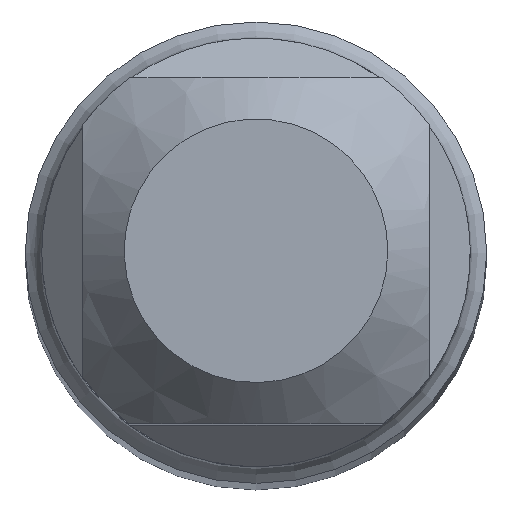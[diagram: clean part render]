
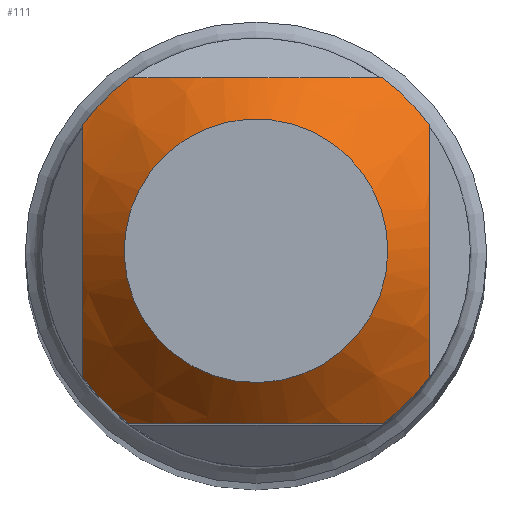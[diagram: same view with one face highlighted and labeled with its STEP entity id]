
A CAD part, top view. The second image highlights one B-rep face of the part: STEP entity #111.
In plain terms, the highlighted conical face has half-angle 45 degrees and reference radius 1000 mm.
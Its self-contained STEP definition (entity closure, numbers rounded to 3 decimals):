
#54=CONICAL_SURFACE('',#406,1000.,45.);
#73=FACE_BOUND('',#160,.T.);
#74=FACE_BOUND('',#161,.T.);
#81=CIRCLE('',#387,0.8);
#88=CIRCLE('',#400,1.3);
#89=CIRCLE('',#401,1.3);
#90=CIRCLE('',#402,1.3);
#91=CIRCLE('',#403,1.3);
#111=ADVANCED_FACE('NONE',(#73,#74),#54,.T.);
#160=EDGE_LOOP('',(#225,#226,#227,#228,#229,#230,#231,#232));
#161=EDGE_LOOP('',(#233));
#225=ORIENTED_EDGE('',*,*,#285,.F.);
#226=ORIENTED_EDGE('',*,*,#296,.F.);
#227=ORIENTED_EDGE('',*,*,#276,.F.);
#228=ORIENTED_EDGE('',*,*,#295,.F.);
#229=ORIENTED_EDGE('',*,*,#279,.F.);
#230=ORIENTED_EDGE('',*,*,#294,.F.);
#231=ORIENTED_EDGE('',*,*,#282,.F.);
#232=ORIENTED_EDGE('',*,*,#297,.F.);
#233=ORIENTED_EDGE('',*,*,#287,.T.);
#248=VERTEX_POINT('',#547);
#249=VERTEX_POINT('',#561);
#250=VERTEX_POINT('',#565);
#251=VERTEX_POINT('',#579);
#252=VERTEX_POINT('',#583);
#253=VERTEX_POINT('',#597);
#254=VERTEX_POINT('',#601);
#255=VERTEX_POINT('',#615);
#256=VERTEX_POINT('',#619);
#276=EDGE_CURVE('NONE',#248,#249,#334,.T.);
#279=EDGE_CURVE('NONE',#250,#251,#335,.T.);
#282=EDGE_CURVE('NONE',#252,#253,#336,.T.);
#285=EDGE_CURVE('NONE',#254,#255,#337,.T.);
#287=EDGE_CURVE('NONE',#256,#256,#81,.T.);
#294=EDGE_CURVE('NONE',#253,#250,#88,.T.);
#295=EDGE_CURVE('NONE',#251,#248,#89,.T.);
#296=EDGE_CURVE('NONE',#249,#254,#90,.T.);
#297=EDGE_CURVE('NONE',#255,#252,#91,.T.);
#334=B_SPLINE_CURVE_WITH_KNOTS('',3,(#548,#549,#550,#551,#552,#553,#554,
#555,#556,#557,#558,#559,#560),.UNSPECIFIED.,.F.,.F.,(4,3,3,3,4),(0.,0.332,
0.564,0.794,1.),.UNSPECIFIED.);
#335=B_SPLINE_CURVE_WITH_KNOTS('',3,(#566,#567,#568,#569,#570,#571,#572,
#573,#574,#575,#576,#577,#578),.UNSPECIFIED.,.F.,.F.,(4,3,3,3,4),(0.,0.318,
0.5,0.735,1.),.UNSPECIFIED.);
#336=B_SPLINE_CURVE_WITH_KNOTS('',3,(#584,#585,#586,#587,#588,#589,#590,
#591,#592,#593,#594,#595,#596),.UNSPECIFIED.,.F.,.F.,(4,3,3,3,4),(0.,0.332,
0.564,0.794,1.),.UNSPECIFIED.);
#337=B_SPLINE_CURVE_WITH_KNOTS('',3,(#602,#603,#604,#605,#606,#607,#608,
#609,#610,#611,#612,#613,#614),.UNSPECIFIED.,.F.,.F.,(4,3,3,3,4),(0.,0.318,
0.5,0.735,1.),.UNSPECIFIED.);
#387=AXIS2_PLACEMENT_3D('',#618,#458,#459);
#400=AXIS2_PLACEMENT_3D('',#638,#484,#485);
#401=AXIS2_PLACEMENT_3D('',#639,#486,#487);
#402=AXIS2_PLACEMENT_3D('',#640,#488,#489);
#403=AXIS2_PLACEMENT_3D('',#641,#490,#491);
#406=AXIS2_PLACEMENT_3D('',#644,#496,#497);
#458=DIRECTION('',(0.,0.,-1.));
#459=DIRECTION('',(1.,0.,0.));
#484=DIRECTION('',(0.,0.,-1.));
#485=DIRECTION('',(0.,1.,0.));
#486=DIRECTION('',(0.,0.,-1.));
#487=DIRECTION('',(0.,1.,0.));
#488=DIRECTION('',(0.,0.,-1.));
#489=DIRECTION('',(0.,1.,0.));
#490=DIRECTION('',(0.,0.,-1.));
#491=DIRECTION('',(0.,1.,0.));
#496=DIRECTION('',(0.,0.,-1.));
#497=DIRECTION('',(0.,1.,0.));
#547=CARTESIAN_POINT('',(-1.05,-0.766,-0.5));
#548=CARTESIAN_POINT('',(-1.05,-0.766,-0.5));
#549=CARTESIAN_POINT('',(-1.05,-0.612,-0.409));
#550=CARTESIAN_POINT('',(-1.05,-0.447,-0.329));
#551=CARTESIAN_POINT('',(-1.05,-0.273,-0.285));
#552=CARTESIAN_POINT('',(-1.05,-0.151,-0.254));
#553=CARTESIAN_POINT('',(-1.05,-0.023,-0.243));
#554=CARTESIAN_POINT('',(-1.05,0.102,-0.255));
#555=CARTESIAN_POINT('',(-1.05,0.227,-0.267));
#556=CARTESIAN_POINT('',(-1.05,0.35,-0.302));
#557=CARTESIAN_POINT('',(-1.05,0.466,-0.349));
#558=CARTESIAN_POINT('',(-1.05,0.57,-0.391));
#559=CARTESIAN_POINT('',(-1.05,0.67,-0.443));
#560=CARTESIAN_POINT('',(-1.05,0.766,-0.5));
#561=CARTESIAN_POINT('',(-1.05,0.766,-0.5));
#565=CARTESIAN_POINT('',(0.766,-1.05,-0.5));
#566=CARTESIAN_POINT('',(0.766,-1.05,-0.5));
#567=CARTESIAN_POINT('',(0.618,-1.05,-0.413));
#568=CARTESIAN_POINT('',(0.461,-1.05,-0.335));
#569=CARTESIAN_POINT('',(0.294,-1.05,-0.29));
#570=CARTESIAN_POINT('',(0.199,-1.05,-0.265));
#571=CARTESIAN_POINT('',(0.099,-1.05,-0.25));
#572=CARTESIAN_POINT('',(0.,-1.05,-0.25));
#573=CARTESIAN_POINT('',(-0.127,-1.05,-0.25));
#574=CARTESIAN_POINT('',(-0.256,-1.05,-0.275));
#575=CARTESIAN_POINT('',(-0.376,-1.05,-0.315));
#576=CARTESIAN_POINT('',(-0.513,-1.05,-0.361));
#577=CARTESIAN_POINT('',(-0.643,-1.05,-0.427));
#578=CARTESIAN_POINT('',(-0.766,-1.05,-0.5));
#579=CARTESIAN_POINT('',(-0.766,-1.05,-0.5));
#583=CARTESIAN_POINT('',(1.05,0.766,-0.5));
#584=CARTESIAN_POINT('',(1.05,0.766,-0.5));
#585=CARTESIAN_POINT('',(1.05,0.612,-0.409));
#586=CARTESIAN_POINT('',(1.05,0.447,-0.329));
#587=CARTESIAN_POINT('',(1.05,0.273,-0.285));
#588=CARTESIAN_POINT('',(1.05,0.151,-0.254));
#589=CARTESIAN_POINT('',(1.05,0.023,-0.243));
#590=CARTESIAN_POINT('',(1.05,-0.102,-0.255));
#591=CARTESIAN_POINT('',(1.05,-0.227,-0.267));
#592=CARTESIAN_POINT('',(1.05,-0.35,-0.302));
#593=CARTESIAN_POINT('',(1.05,-0.466,-0.349));
#594=CARTESIAN_POINT('',(1.05,-0.57,-0.391));
#595=CARTESIAN_POINT('',(1.05,-0.67,-0.443));
#596=CARTESIAN_POINT('',(1.05,-0.766,-0.5));
#597=CARTESIAN_POINT('',(1.05,-0.766,-0.5));
#601=CARTESIAN_POINT('',(-0.766,1.05,-0.5));
#602=CARTESIAN_POINT('',(-0.766,1.05,-0.5));
#603=CARTESIAN_POINT('',(-0.618,1.05,-0.413));
#604=CARTESIAN_POINT('',(-0.461,1.05,-0.335));
#605=CARTESIAN_POINT('',(-0.294,1.05,-0.29));
#606=CARTESIAN_POINT('',(-0.199,1.05,-0.265));
#607=CARTESIAN_POINT('',(-0.099,1.05,-0.25));
#608=CARTESIAN_POINT('',(0.,1.05,-0.25));
#609=CARTESIAN_POINT('',(0.127,1.05,-0.25));
#610=CARTESIAN_POINT('',(0.256,1.05,-0.275));
#611=CARTESIAN_POINT('',(0.376,1.05,-0.315));
#612=CARTESIAN_POINT('',(0.513,1.05,-0.361));
#613=CARTESIAN_POINT('',(0.643,1.05,-0.427));
#614=CARTESIAN_POINT('',(0.766,1.05,-0.5));
#615=CARTESIAN_POINT('',(0.766,1.05,-0.5));
#618=CARTESIAN_POINT('',(0.,0.,0.));
#619=CARTESIAN_POINT('',(0.8,0.,0.));
#638=CARTESIAN_POINT('',(0.,0.,-0.5));
#639=CARTESIAN_POINT('',(0.,0.,-0.5));
#640=CARTESIAN_POINT('',(0.,0.,-0.5));
#641=CARTESIAN_POINT('',(0.,0.,-0.5));
#644=CARTESIAN_POINT('',(0.,0.,-999.2));
